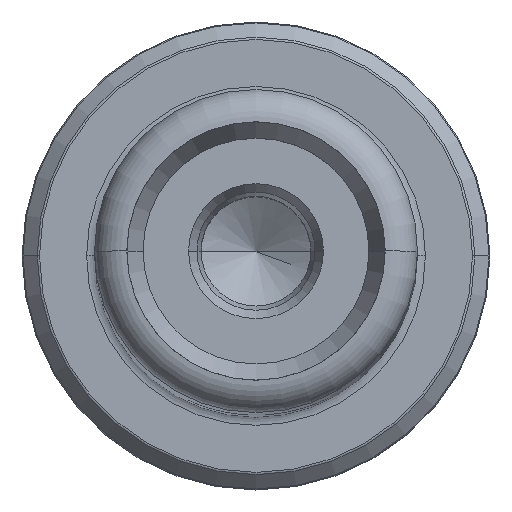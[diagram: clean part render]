
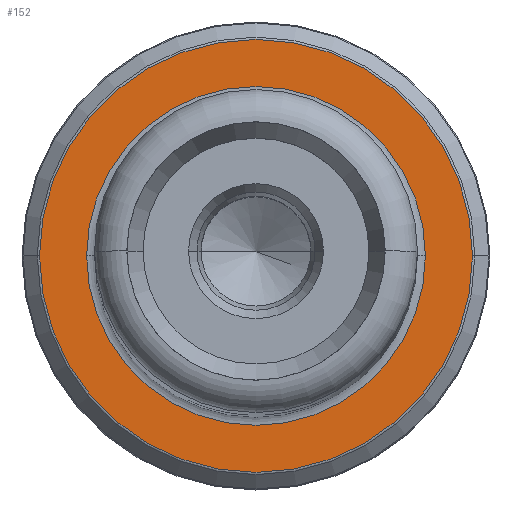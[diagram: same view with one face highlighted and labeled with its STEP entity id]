
A CAD part, top view. The second image highlights one B-rep face of the part: STEP entity #152.
In plain terms, the highlighted planar face has unit normal (0, 0, 1).
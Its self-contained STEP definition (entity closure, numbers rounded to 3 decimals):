
#2 = EDGE_LOOP ( 'NONE', ( #890, #280 ) ) ;
#6 = CARTESIAN_POINT ( 'NONE',  ( 10.5, 0., 20. ) ) ;
#50 = CARTESIAN_POINT ( 'NONE',  ( -10.5, 0., 20. ) ) ;
#145 = CARTESIAN_POINT ( 'NONE',  ( 13.417, 0., 20. ) ) ;
#150 = CIRCLE ( 'NONE', #1527, 13.417 ) ;
#152 = ADVANCED_FACE ( 'NONE', ( #2870, #3191 ), #2311, .T. ) ;
#165 = DIRECTION ( 'NONE',  ( 0., 0., 1. ) ) ;
#184 = CARTESIAN_POINT ( 'NONE',  ( 0., 0., 20. ) ) ;
#280 = ORIENTED_EDGE ( 'NONE', *, *, #2731, .T. ) ;
#460 = AXIS2_PLACEMENT_3D ( 'NONE', #3045, #613, #3657 ) ;
#478 = CARTESIAN_POINT ( 'NONE',  ( 0., 0., 20. ) ) ;
#501 = DIRECTION ( 'NONE',  ( 0., 0., 1. ) ) ;
#525 = CARTESIAN_POINT ( 'NONE',  ( 0., 0., 20. ) ) ;
#613 = DIRECTION ( 'NONE',  ( 0., 0., -1. ) ) ;
#693 = AXIS2_PLACEMENT_3D ( 'NONE', #525, #501, #2392 ) ;
#795 = DIRECTION ( 'NONE',  ( 1., 0., 0. ) ) ;
#832 = DIRECTION ( 'NONE',  ( -1., 0., 0. ) ) ;
#868 = AXIS2_PLACEMENT_3D ( 'NONE', #478, #3739, #795 ) ;
#881 = EDGE_LOOP ( 'NONE', ( #3278, #2845 ) ) ;
#890 = ORIENTED_EDGE ( 'NONE', *, *, #2588, .T. ) ;
#1087 = CIRCLE ( 'NONE', #3603, 10.5 ) ;
#1361 = DIRECTION ( 'NONE',  ( 1., 0., 0. ) ) ;
#1527 = AXIS2_PLACEMENT_3D ( 'NONE', #184, #165, #1361 ) ;
#1743 = CARTESIAN_POINT ( 'NONE',  ( -13.417, 0., 20. ) ) ;
#1908 = VERTEX_POINT ( 'NONE', #50 ) ;
#2025 = EDGE_CURVE ( 'NONE', #2206, #3612, #3248, .T. ) ;
#2100 = CIRCLE ( 'NONE', #460, 10.5 ) ;
#2206 = VERTEX_POINT ( 'NONE', #145 ) ;
#2220 = EDGE_CURVE ( 'NONE', #3612, #2206, #150, .T. ) ;
#2311 = PLANE ( 'NONE',  #693 ) ;
#2323 = DIRECTION ( 'NONE',  ( 0., 0., -1. ) ) ;
#2392 = DIRECTION ( 'NONE',  ( 1., 0., 0. ) ) ;
#2588 = EDGE_CURVE ( 'NONE', #1908, #2623, #1087, .T. ) ;
#2607 = CARTESIAN_POINT ( 'NONE',  ( 0., 0., 20. ) ) ;
#2623 = VERTEX_POINT ( 'NONE', #6 ) ;
#2731 = EDGE_CURVE ( 'NONE', #2623, #1908, #2100, .T. ) ;
#2845 = ORIENTED_EDGE ( 'NONE', *, *, #2220, .T. ) ;
#2870 = FACE_BOUND ( 'NONE', #2, .T. ) ;
#3045 = CARTESIAN_POINT ( 'NONE',  ( 0., 0., 20. ) ) ;
#3191 = FACE_OUTER_BOUND ( 'NONE', #881, .T. ) ;
#3248 = CIRCLE ( 'NONE', #868, 13.417 ) ;
#3278 = ORIENTED_EDGE ( 'NONE', *, *, #2025, .T. ) ;
#3603 = AXIS2_PLACEMENT_3D ( 'NONE', #2607, #2323, #832 ) ;
#3612 = VERTEX_POINT ( 'NONE', #1743 ) ;
#3657 = DIRECTION ( 'NONE',  ( -1., 0., 0. ) ) ;
#3739 = DIRECTION ( 'NONE',  ( 0., 0., 1. ) ) ;
